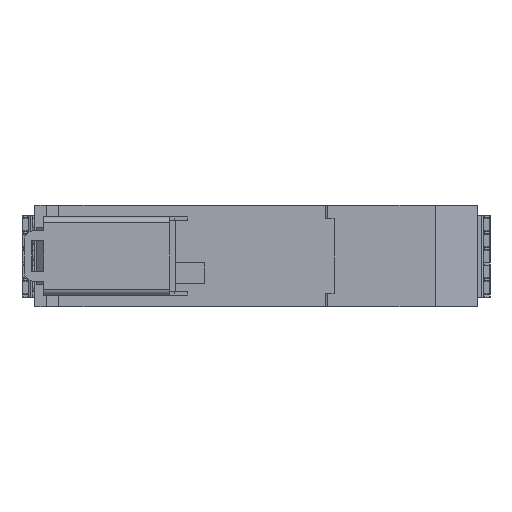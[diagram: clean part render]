
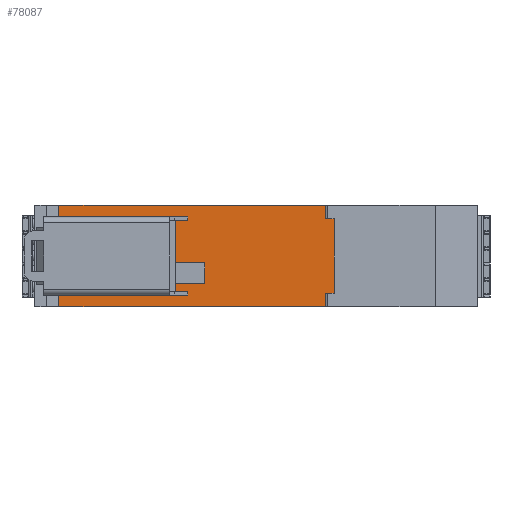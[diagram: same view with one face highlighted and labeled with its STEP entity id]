
A CAD part, front view. The second image highlights one B-rep face of the part: STEP entity #78087.
In plain terms, the highlighted planar face has unit normal (0, -1, 0).
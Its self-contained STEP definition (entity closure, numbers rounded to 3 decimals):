
#33349=DIRECTION('',(-1.,0.,0.));
#33350=VECTOR('',#33349,61.577);
#33351=CARTESIAN_POINT('',(17.5,63.,
0.));
#33352=LINE('',#33351,#33350);
#33356=DIRECTION('',(0.,0.,1.));
#33357=VECTOR('',#33356,4.9);
#33358=CARTESIAN_POINT('',(-44.077,63.,
0.));
#33359=LINE('',#33358,#33357);
#33363=DIRECTION('',(1.,0.,0.));
#33364=VECTOR('',#33363,2.877);
#33365=CARTESIAN_POINT('',(-44.077,63.,
4.9));
#33366=LINE('',#33365,#33364);
#33370=DIRECTION('',(0.,0.,1.));
#33371=VECTOR('',#33370,0.8);
#33372=CARTESIAN_POINT('',(-17.5,63.,
2.55));
#33373=LINE('',#33372,#33371);
#33377=DIRECTION('',(1.,0.,0.));
#33378=VECTOR('',#33377,6.5);
#33379=CARTESIAN_POINT('',(-18.,63.,5.2));
#33380=LINE('',#33379,#33378);
#33384=DIRECTION('',(0.,0.,1.));
#33385=VECTOR('',#33384,4.55);
#33386=CARTESIAN_POINT('',(-11.5,63.,5.2));
#33387=LINE('',#33386,#33385);
#33391=DIRECTION('',(-1.,0.,0.));
#33392=VECTOR('',#33391,2.877);
#33393=CARTESIAN_POINT('',(-41.2,63.,17.7));
#33394=LINE('',#33393,#33392);
#33398=DIRECTION('',(0.,0.,1.));
#33399=VECTOR('',#33398,4.9);
#33400=CARTESIAN_POINT('',(-44.077,63.,17.7));
#33401=LINE('',#33400,#33399);
#33405=DIRECTION('',(1.,0.,0.));
#33406=VECTOR('',#33405,61.577);
#33407=CARTESIAN_POINT('',(-44.077,63.,22.6));
#33408=LINE('',#33407,#33406);
#33412=DIRECTION('',(0.,0.,-1.));
#33413=VECTOR('',#33412,22.6);
#33414=CARTESIAN_POINT('',(17.5,63.,22.6));
#33415=LINE('',#33414,#33413);
#33475=DIRECTION('',(0.,0.,1.));
#33476=VECTOR('',#33475,1.55);
#33477=CARTESIAN_POINT('',(-41.2,63.,17.7));
#33478=LINE('',#33477,#33476);
#33496=DIRECTION('',(1.,0.,0.));
#33497=VECTOR('',#33496,21.2);
#33498=CARTESIAN_POINT('',(-41.2,63.,19.25));
#33499=LINE('',#33498,#33497);
#33538=DIRECTION('',(0.,0.,1.));
#33539=VECTOR('',#33538,0.8);
#33540=CARTESIAN_POINT('',(-20.,63.,
19.25));
#33541=LINE('',#33540,#33539);
#33566=DIRECTION('',(1.,0.,0.));
#33567=VECTOR('',#33566,2.5);
#33568=CARTESIAN_POINT('',(-20.,63.,
20.05));
#33569=LINE('',#33568,#33567);
#34081=DIRECTION('',(-1.,0.,0.));
#34082=VECTOR('',#34081,2.5);
#34083=CARTESIAN_POINT('',(-17.5,63.,
2.55));
#34084=LINE('',#34083,#34082);
#34211=DIRECTION('',(-1.,0.,0.));
#34212=VECTOR('',#34211,21.2);
#34213=CARTESIAN_POINT('',(-20.,63.,
3.35));
#34214=LINE('',#34213,#34212);
#34253=DIRECTION('',(0.,0.,1.));
#34254=VECTOR('',#34253,1.55);
#34255=CARTESIAN_POINT('',(-41.2,63.,
3.35));
#34256=LINE('',#34255,#34254);
#34344=DIRECTION('',(0.,0.,1.));
#34345=VECTOR('',#34344,0.8);
#34346=CARTESIAN_POINT('',(-20.,63.,
2.55));
#34347=LINE('',#34346,#34345);
#34537=DIRECTION('',(1.,0.,0.));
#34538=VECTOR('',#34537,0.5);
#34539=CARTESIAN_POINT('',(-18.,63.,
3.35));
#34540=LINE('',#34539,#34538);
#34610=DIRECTION('',(0.,0.,-1.));
#34611=VECTOR('',#34610,9.5);
#34612=CARTESIAN_POINT('',(-18.,63.,
19.25));
#34613=LINE('',#34612,#34611);
#34638=DIRECTION('',(0.,0.,-1.));
#34639=VECTOR('',#34638,1.85);
#34640=CARTESIAN_POINT('',(-18.,63.,5.2));
#34641=LINE('',#34640,#34639);
#34666=DIRECTION('',(1.,0.,0.));
#34667=VECTOR('',#34666,6.5);
#34668=CARTESIAN_POINT('',(-18.,63.,9.75));
#34669=LINE('',#34668,#34667);
#35554=DIRECTION('',(-1.,0.,0.));
#35555=VECTOR('',#35554,0.5);
#35556=CARTESIAN_POINT('',(-17.5,63.,
19.25));
#35557=LINE('',#35556,#35555);
#35585=DIRECTION('',(0.,0.,-1.));
#35586=VECTOR('',#35585,0.8);
#35587=CARTESIAN_POINT('',(-17.5,63.,
20.05));
#35588=LINE('',#35587,#35586);
#44064=CARTESIAN_POINT('',(-18.,63.,5.2));
#44065=CARTESIAN_POINT('',(-11.5,63.,5.2));
#44066=VERTEX_POINT('',#44064);
#44067=VERTEX_POINT('',#44065);
#44072=CARTESIAN_POINT('',(17.5,63.,
0.));
#44073=CARTESIAN_POINT('',(-44.077,63.,
0.));
#44074=VERTEX_POINT('',#44072);
#44075=VERTEX_POINT('',#44073);
#44076=CARTESIAN_POINT('',(-44.077,63.,
4.9));
#44077=VERTEX_POINT('',#44076);
#44078=CARTESIAN_POINT('',(-41.2,63.,
4.9));
#44079=VERTEX_POINT('',#44078);
#44080=CARTESIAN_POINT('',(-41.2,63.,
3.35));
#44081=VERTEX_POINT('',#44080);
#44082=CARTESIAN_POINT('',(-20.,63.,
3.35));
#44083=VERTEX_POINT('',#44082);
#44084=CARTESIAN_POINT('',(-20.,63.,
2.55));
#44085=VERTEX_POINT('',#44084);
#44086=CARTESIAN_POINT('',(-17.5,63.,
2.55));
#44087=VERTEX_POINT('',#44086);
#44088=CARTESIAN_POINT('',(-17.5,63.,
3.35));
#44089=VERTEX_POINT('',#44088);
#44090=CARTESIAN_POINT('',(-18.,63.,
3.35));
#44091=VERTEX_POINT('',#44090);
#44092=CARTESIAN_POINT('',(-11.5,63.,9.75));
#44093=VERTEX_POINT('',#44092);
#44094=CARTESIAN_POINT('',(-18.,63.,9.75));
#44095=VERTEX_POINT('',#44094);
#44096=CARTESIAN_POINT('',(-18.,63.,
19.25));
#44097=VERTEX_POINT('',#44096);
#44098=CARTESIAN_POINT('',(-17.5,63.,
19.25));
#44099=VERTEX_POINT('',#44098);
#44100=CARTESIAN_POINT('',(-17.5,63.,
20.05));
#44101=VERTEX_POINT('',#44100);
#44102=CARTESIAN_POINT('',(-20.,63.,
20.05));
#44103=VERTEX_POINT('',#44102);
#44104=CARTESIAN_POINT('',(-20.,63.,
19.25));
#44105=VERTEX_POINT('',#44104);
#44106=CARTESIAN_POINT('',(-41.2,63.,19.25));
#44107=VERTEX_POINT('',#44106);
#44108=CARTESIAN_POINT('',(-41.2,63.,17.7));
#44109=VERTEX_POINT('',#44108);
#44110=CARTESIAN_POINT('',(-44.077,63.,17.7));
#44111=VERTEX_POINT('',#44110);
#44112=CARTESIAN_POINT('',(-44.077,63.,22.6));
#44113=VERTEX_POINT('',#44112);
#44114=CARTESIAN_POINT('',(17.5,63.,22.6));
#44115=VERTEX_POINT('',#44114);
#78035=CARTESIAN_POINT('',(-13.289,63.,11.3));
#78036=DIRECTION('',(0.,1.,0.));
#78037=DIRECTION('',(1.,0.,0.));
#78038=AXIS2_PLACEMENT_3D('',#78035,#78036,#78037);
#78039=PLANE('',#78038);
#78040=ORIENTED_EDGE('',*,*,#60053,.T.);
#78042=ORIENTED_EDGE('',*,*,#78041,.T.);
#78044=ORIENTED_EDGE('',*,*,#78043,.T.);
#78046=ORIENTED_EDGE('',*,*,#78045,.F.);
#78048=ORIENTED_EDGE('',*,*,#78047,.F.);
#78050=ORIENTED_EDGE('',*,*,#78049,.F.);
#78052=ORIENTED_EDGE('',*,*,#78051,.F.);
#78054=ORIENTED_EDGE('',*,*,#78053,.T.);
#78056=ORIENTED_EDGE('',*,*,#78055,.F.);
#78058=ORIENTED_EDGE('',*,*,#78057,.F.);
#78060=ORIENTED_EDGE('',*,*,#78059,.T.);
#78062=ORIENTED_EDGE('',*,*,#78061,.T.);
#78064=ORIENTED_EDGE('',*,*,#78063,.F.);
#78066=ORIENTED_EDGE('',*,*,#78065,.F.);
#78068=ORIENTED_EDGE('',*,*,#78067,.F.);
#78070=ORIENTED_EDGE('',*,*,#78069,.F.);
#78072=ORIENTED_EDGE('',*,*,#78071,.F.);
#78074=ORIENTED_EDGE('',*,*,#78073,.F.);
#78076=ORIENTED_EDGE('',*,*,#78075,.F.);
#78078=ORIENTED_EDGE('',*,*,#78077,.F.);
#78080=ORIENTED_EDGE('',*,*,#78079,.T.);
#78082=ORIENTED_EDGE('',*,*,#78081,.T.);
#78083=ORIENTED_EDGE('',*,*,#60247,.T.);
#78084=ORIENTED_EDGE('',*,*,#78025,.T.);
#78085=EDGE_LOOP('',(#78040,#78042,#78044,#78046,#78048,#78050,#78052,#78054,
#78056,#78058,#78060,#78062,#78064,#78066,#78068,#78070,#78072,#78074,#78076,
#78078,#78080,#78082,#78083,#78084));
#78086=FACE_OUTER_BOUND('',#78085,.F.);
#78087=ADVANCED_FACE('',(#78086),#78039,.F.);
#60053=EDGE_CURVE('',#44074,#44075,#33352,.T.);
#60247=EDGE_CURVE('',#44113,#44115,#33408,.T.);
#78025=EDGE_CURVE('',#44115,#44074,#33415,.T.);
#78041=EDGE_CURVE('',#44075,#44077,#33359,.T.);
#78043=EDGE_CURVE('',#44077,#44079,#33366,.T.);
#78045=EDGE_CURVE('',#44081,#44079,#34256,.T.);
#78047=EDGE_CURVE('',#44083,#44081,#34214,.T.);
#78049=EDGE_CURVE('',#44085,#44083,#34347,.T.);
#78051=EDGE_CURVE('',#44087,#44085,#34084,.T.);
#78053=EDGE_CURVE('',#44087,#44089,#33373,.T.);
#78055=EDGE_CURVE('',#44091,#44089,#34540,.T.);
#78057=EDGE_CURVE('',#44066,#44091,#34641,.T.);
#78059=EDGE_CURVE('',#44066,#44067,#33380,.T.);
#78061=EDGE_CURVE('',#44067,#44093,#33387,.T.);
#78063=EDGE_CURVE('',#44095,#44093,#34669,.T.);
#78065=EDGE_CURVE('',#44097,#44095,#34613,.T.);
#78067=EDGE_CURVE('',#44099,#44097,#35557,.T.);
#78069=EDGE_CURVE('',#44101,#44099,#35588,.T.);
#78071=EDGE_CURVE('',#44103,#44101,#33569,.T.);
#78073=EDGE_CURVE('',#44105,#44103,#33541,.T.);
#78075=EDGE_CURVE('',#44107,#44105,#33499,.T.);
#78077=EDGE_CURVE('',#44109,#44107,#33478,.T.);
#78079=EDGE_CURVE('',#44109,#44111,#33394,.T.);
#78081=EDGE_CURVE('',#44111,#44113,#33401,.T.);
